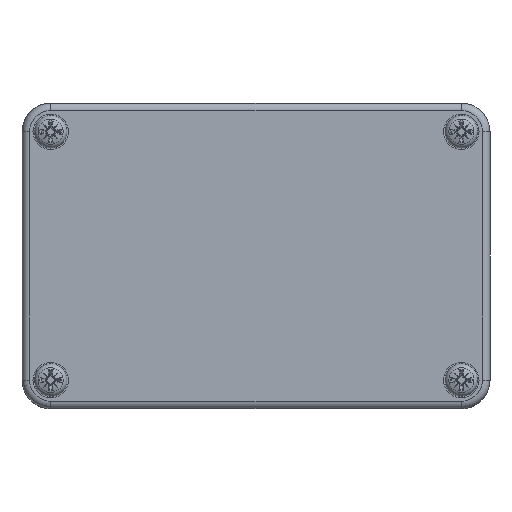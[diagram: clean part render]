
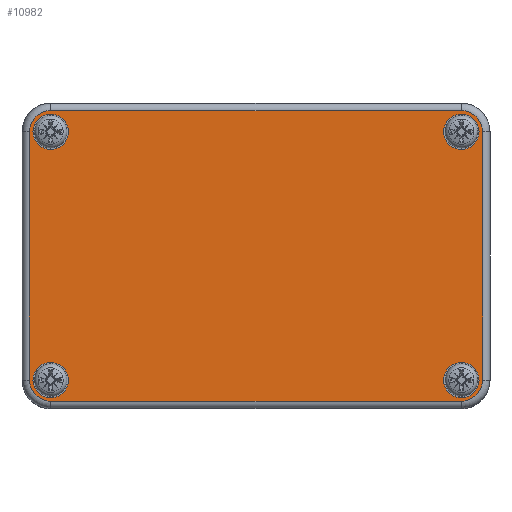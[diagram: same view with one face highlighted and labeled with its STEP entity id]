
A CAD part, top view. The second image highlights one B-rep face of the part: STEP entity #10982.
In plain terms, the highlighted face is planar.
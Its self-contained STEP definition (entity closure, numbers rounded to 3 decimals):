
#936=LINE('',#23136,#1501);
#938=LINE('',#23148,#1503);
#940=LINE('',#23160,#1505);
#942=LINE('',#23169,#1507);
#1501=VECTOR('',#13734,86.);
#1503=VECTOR('',#13748,52.);
#1505=VECTOR('',#13762,86.);
#1507=VECTOR('',#13774,52.);
#1939=PLANE('',#11875);
#2326=FACE_BOUND('',#3419,.T.);
#2327=FACE_BOUND('',#3420,.T.);
#2328=FACE_BOUND('',#3421,.T.);
#2329=FACE_BOUND('',#3422,.T.);
#2626=FACE_OUTER_BOUND('',#3418,.T.);
#3418=EDGE_LOOP('',(#8408,#8409,#8410,#8411,#8412,#8413,#8414,#8415));
#3419=EDGE_LOOP('',(#8416));
#3420=EDGE_LOOP('',(#8417));
#3421=EDGE_LOOP('',(#8418));
#3422=EDGE_LOOP('',(#8419));
#4121=CIRCLE('',#11847,4.43);
#4127=CIRCLE('',#11855,4.43);
#4131=CIRCLE('',#11861,4.43);
#4135=CIRCLE('',#11867,4.43);
#4138=CIRCLE('',#11876,3.7);
#4139=CIRCLE('',#11877,3.7);
#4140=CIRCLE('',#11878,3.7);
#4141=CIRCLE('',#11879,3.7);
#4941=VERTEX_POINT('',#23124);
#4942=VERTEX_POINT('',#23126);
#4944=VERTEX_POINT('',#23132);
#4946=VERTEX_POINT('',#23138);
#4948=VERTEX_POINT('',#23144);
#4950=VERTEX_POINT('',#23150);
#4952=VERTEX_POINT('',#23156);
#4954=VERTEX_POINT('',#23162);
#4961=VERTEX_POINT('',#23189);
#4962=VERTEX_POINT('',#23191);
#4963=VERTEX_POINT('',#23193);
#4964=VERTEX_POINT('',#23195);
#6173=EDGE_CURVE('',#4941,#4942,#4121,.T.);
#6178=EDGE_CURVE('',#4942,#4944,#936,.T.);
#6181=EDGE_CURVE('',#4944,#4946,#4127,.T.);
#6184=EDGE_CURVE('',#4946,#4948,#938,.T.);
#6187=EDGE_CURVE('',#4948,#4950,#4131,.T.);
#6190=EDGE_CURVE('',#4950,#4952,#940,.T.);
#6193=EDGE_CURVE('',#4952,#4954,#4135,.T.);
#6195=EDGE_CURVE('',#4954,#4941,#942,.T.);
#6205=EDGE_CURVE('',#4961,#4961,#4138,.T.);
#6206=EDGE_CURVE('',#4962,#4962,#4139,.T.);
#6207=EDGE_CURVE('',#4963,#4963,#4140,.T.);
#6208=EDGE_CURVE('',#4964,#4964,#4141,.T.);
#8408=ORIENTED_EDGE('',*,*,#6173,.F.);
#8409=ORIENTED_EDGE('',*,*,#6195,.F.);
#8410=ORIENTED_EDGE('',*,*,#6193,.F.);
#8411=ORIENTED_EDGE('',*,*,#6190,.F.);
#8412=ORIENTED_EDGE('',*,*,#6187,.F.);
#8413=ORIENTED_EDGE('',*,*,#6184,.F.);
#8414=ORIENTED_EDGE('',*,*,#6181,.F.);
#8415=ORIENTED_EDGE('',*,*,#6178,.F.);
#8416=ORIENTED_EDGE('',*,*,#6205,.T.);
#8417=ORIENTED_EDGE('',*,*,#6206,.T.);
#8418=ORIENTED_EDGE('',*,*,#6207,.T.);
#8419=ORIENTED_EDGE('',*,*,#6208,.T.);
#10982=ADVANCED_FACE('',(#2626,#2326,#2327,#2328,#2329),#1939,.F.);
#11847=AXIS2_PLACEMENT_3D('',#23127,#13723,#13724);
#11855=AXIS2_PLACEMENT_3D('',#23142,#13741,#13742);
#11861=AXIS2_PLACEMENT_3D('',#23154,#13755,#13756);
#11867=AXIS2_PLACEMENT_3D('',#23166,#13769,#13770);
#11875=AXIS2_PLACEMENT_3D('',#23188,#13794,#13795);
#11876=AXIS2_PLACEMENT_3D('',#23190,#13796,#13797);
#11877=AXIS2_PLACEMENT_3D('',#23192,#13798,#13799);
#11878=AXIS2_PLACEMENT_3D('',#23194,#13800,#13801);
#11879=AXIS2_PLACEMENT_3D('',#23196,#13802,#13803);
#13723=DIRECTION('center_axis',(0.,0.,1.));
#13724=DIRECTION('ref_axis',(-0.707,-0.707,0.));
#13734=DIRECTION('',(1.,0.,0.));
#13741=DIRECTION('center_axis',(0.,0.,1.));
#13742=DIRECTION('ref_axis',(0.707,-0.707,0.));
#13748=DIRECTION('',(0.,1.,0.));
#13755=DIRECTION('center_axis',(0.,0.,1.));
#13756=DIRECTION('ref_axis',(0.707,0.707,0.));
#13762=DIRECTION('',(-1.,0.,0.));
#13769=DIRECTION('center_axis',(0.,0.,1.));
#13770=DIRECTION('ref_axis',(-0.707,0.707,0.));
#13774=DIRECTION('',(0.,-1.,0.));
#13794=DIRECTION('center_axis',(0.,0.,1.));
#13795=DIRECTION('ref_axis',(1.,0.,0.));
#13796=DIRECTION('center_axis',(0.,0.,1.));
#13797=DIRECTION('ref_axis',(1.,0.,0.));
#13798=DIRECTION('center_axis',(0.,0.,1.));
#13799=DIRECTION('ref_axis',(1.,0.,0.));
#13800=DIRECTION('center_axis',(0.,0.,1.));
#13801=DIRECTION('ref_axis',(1.,0.,0.));
#13802=DIRECTION('center_axis',(0.,0.,1.));
#13803=DIRECTION('ref_axis',(1.,0.,0.));
#23124=CARTESIAN_POINT('',(-47.43,-26.,-9.5));
#23126=CARTESIAN_POINT('',(-43.,-30.43,-9.5));
#23127=CARTESIAN_POINT('Origin',(-43.,-26.,-9.5));
#23132=CARTESIAN_POINT('',(43.,-30.43,-9.5));
#23136=CARTESIAN_POINT('',(-21.5,-30.43,-9.5));
#23138=CARTESIAN_POINT('',(47.43,-26.,-9.5));
#23142=CARTESIAN_POINT('Origin',(43.,-26.,-9.5));
#23144=CARTESIAN_POINT('',(47.43,26.,-9.5));
#23148=CARTESIAN_POINT('',(47.43,-13.,-9.5));
#23150=CARTESIAN_POINT('',(43.,30.43,-9.5));
#23154=CARTESIAN_POINT('Origin',(43.,26.,-9.5));
#23156=CARTESIAN_POINT('',(-43.,30.43,-9.5));
#23160=CARTESIAN_POINT('',(21.5,30.43,-9.5));
#23162=CARTESIAN_POINT('',(-47.43,26.,-9.5));
#23166=CARTESIAN_POINT('Origin',(-43.,26.,-9.5));
#23169=CARTESIAN_POINT('',(-47.43,13.,-9.5));
#23188=CARTESIAN_POINT('Origin',(0.,0.,
-9.5));
#23189=CARTESIAN_POINT('',(39.3,26.,-9.5));
#23190=CARTESIAN_POINT('Origin',(43.,26.,-9.5));
#23191=CARTESIAN_POINT('',(39.3,-26.,-9.5));
#23192=CARTESIAN_POINT('Origin',(43.,-26.,-9.5));
#23193=CARTESIAN_POINT('',(-46.7,-26.,-9.5));
#23194=CARTESIAN_POINT('Origin',(-43.,-26.,-9.5));
#23195=CARTESIAN_POINT('',(-46.7,26.,-9.5));
#23196=CARTESIAN_POINT('Origin',(-43.,26.,-9.5));
